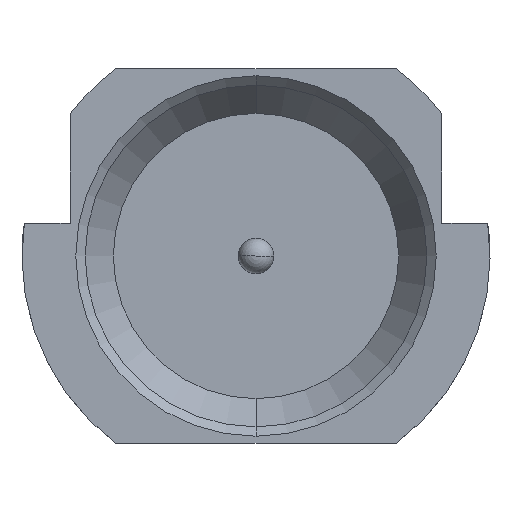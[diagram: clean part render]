
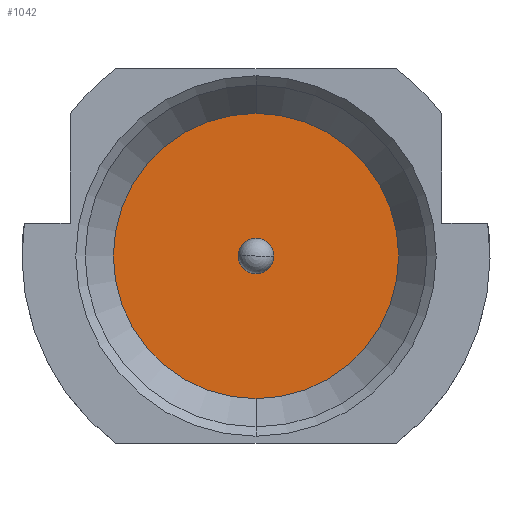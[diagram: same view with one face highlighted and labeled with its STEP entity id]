
A CAD part, left-side view. The second image highlights one B-rep face of the part: STEP entity #1042.
In plain terms, the highlighted planar face has unit normal (-1, 0, 0).
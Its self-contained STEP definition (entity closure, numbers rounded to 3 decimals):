
#317=CARTESIAN_POINT('',(2.794,0.,0.));
#318=DIRECTION('',(1.,0.,0.));
#319=DIRECTION('',(0.,0.,-1.));
#320=AXIS2_PLACEMENT_3D('',#317,#318,#319);
#326=CARTESIAN_POINT('',(2.794,0.,0.));
#327=DIRECTION('',(-1.,0.,0.));
#328=DIRECTION('',(0.,0.,-1.));
#329=AXIS2_PLACEMENT_3D('',#326,#327,#328);
#335=CARTESIAN_POINT('',(2.794,0.,0.));
#336=DIRECTION('',(1.,0.,0.));
#337=DIRECTION('',(0.,1.,0.));
#338=AXIS2_PLACEMENT_3D('',#335,#336,#337);
#340=CARTESIAN_POINT('',(2.794,0.,0.));
#341=DIRECTION('',(1.,0.,0.));
#342=DIRECTION('',(0.,-1.,0.));
#343=AXIS2_PLACEMENT_3D('',#340,#341,#342);
#501=CARTESIAN_POINT('',(2.794,0.,-1.588));
#503=VERTEX_POINT('',#501);
#505=CARTESIAN_POINT('',(2.794,0.,1.588));
#507=VERTEX_POINT('',#505);
#551=CARTESIAN_POINT('',(2.794,0.19,0.));
#552=CARTESIAN_POINT('',(2.794,-0.19,0.));
#553=VERTEX_POINT('',#551);
#554=VERTEX_POINT('',#552);
#1027=CARTESIAN_POINT('',(2.794,0.,0.));
#1028=DIRECTION('',(1.,0.,0.));
#1029=DIRECTION('',(0.,0.,1.));
#1030=AXIS2_PLACEMENT_3D('',#1027,#1028,#1029);
#1031=PLANE('',#1030);
#1032=ORIENTED_EDGE('',*,*,#1009,.T.);
#1033=ORIENTED_EDGE('',*,*,#1020,.F.);
#1034=EDGE_LOOP('',(#1032,#1033));
#1035=FACE_OUTER_BOUND('',#1034,.F.);
#1037=ORIENTED_EDGE('',*,*,#1036,.F.);
#1039=ORIENTED_EDGE('',*,*,#1038,.F.);
#1040=EDGE_LOOP('',(#1037,#1039));
#1041=FACE_BOUND('',#1040,.F.);
#1042=ADVANCED_FACE('',(#1035,#1041),#1031,.F.);
#321=CIRCLE('',#320,1.588);
#330=CIRCLE('',#329,1.588);
#339=CIRCLE('',#338,0.19);
#344=CIRCLE('',#343,0.19);
#1009=EDGE_CURVE('',#503,#507,#321,.T.);
#1020=EDGE_CURVE('',#503,#507,#330,.T.);
#1036=EDGE_CURVE('',#553,#554,#339,.T.);
#1038=EDGE_CURVE('',#554,#553,#344,.T.);
